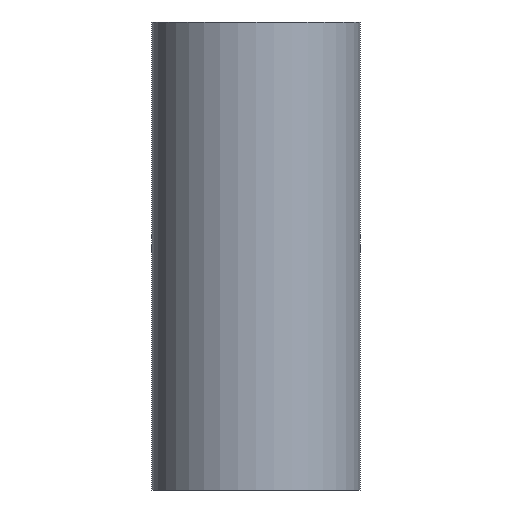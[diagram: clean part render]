
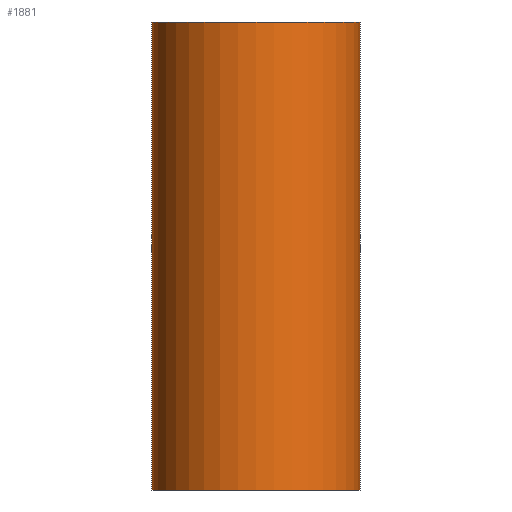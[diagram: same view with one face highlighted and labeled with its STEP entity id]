
A CAD part, front view. The second image highlights one B-rep face of the part: STEP entity #1881.
In plain terms, the highlighted cylindrical face has radius 38.1 mm (diameter 76.2 mm), a partial arc.
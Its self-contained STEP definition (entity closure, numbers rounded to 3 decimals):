
#114 = CYLINDRICAL_SURFACE ( 'NONE', #1555, 38.1 ) ;
#135 = CARTESIAN_POINT ( 'NONE',  ( 38.1, 0., -85.7 ) ) ;
#157 = DIRECTION ( 'NONE',  ( 0., 0., -1. ) ) ;
#236 = CARTESIAN_POINT ( 'NONE',  ( -38.1, 0., 85.7 ) ) ;
#241 = EDGE_CURVE ( 'NONE', #494, #747, #1140, .T. ) ;
#282 = DIRECTION ( 'NONE',  ( 0., 0., 1. ) ) ;
#313 = EDGE_CURVE ( 'NONE', #1045, #1458, #348, .T. ) ;
#348 = CIRCLE ( 'NONE', #1515, 38.1 ) ;
#494 = VERTEX_POINT ( 'NONE', #236 ) ;
#595 = AXIS2_PLACEMENT_3D ( 'NONE', #954, #965, #1252 ) ;
#695 = DIRECTION ( 'NONE',  ( 1., 0., 0. ) ) ;
#718 = ORIENTED_EDGE ( 'NONE', *, *, #313, .T. ) ;
#747 = VERTEX_POINT ( 'NONE', #1358 ) ;
#759 = VECTOR ( 'NONE', #1789, 1000. ) ;
#767 = CARTESIAN_POINT ( 'NONE',  ( -38.1, 0., 85.7 ) ) ;
#781 = EDGE_LOOP ( 'NONE', ( #1126, #978, #1848, #718 ) ) ;
#908 = CARTESIAN_POINT ( 'NONE',  ( 38.1, 0., 85.7 ) ) ;
#937 = LINE ( 'NONE', #908, #759 ) ;
#951 = CARTESIAN_POINT ( 'NONE',  ( 0., 0., 85.7 ) ) ;
#954 = CARTESIAN_POINT ( 'NONE',  ( 0., 0., 85.7 ) ) ;
#956 = EDGE_CURVE ( 'NONE', #747, #1458, #937, .T. ) ;
#965 = DIRECTION ( 'NONE',  ( 0., 0., 1. ) ) ;
#978 = ORIENTED_EDGE ( 'NONE', *, *, #241, .F. ) ;
#1045 = VERTEX_POINT ( 'NONE', #1200 ) ;
#1126 = ORIENTED_EDGE ( 'NONE', *, *, #956, .F. ) ;
#1140 = CIRCLE ( 'NONE', #595, 38.1 ) ;
#1200 = CARTESIAN_POINT ( 'NONE',  ( -38.1, 0., -85.7 ) ) ;
#1217 = DIRECTION ( 'NONE',  ( -1., 0., 0. ) ) ;
#1246 = EDGE_CURVE ( 'NONE', #494, #1045, #1827, .T. ) ;
#1252 = DIRECTION ( 'NONE',  ( 1., 0., 0. ) ) ;
#1358 = CARTESIAN_POINT ( 'NONE',  ( 38.1, 0., 85.7 ) ) ;
#1458 = VERTEX_POINT ( 'NONE', #135 ) ;
#1515 = AXIS2_PLACEMENT_3D ( 'NONE', #1603, #282, #695 ) ;
#1520 = FACE_OUTER_BOUND ( 'NONE', #781, .T. ) ;
#1534 = DIRECTION ( 'NONE',  ( 0., 0., -1. ) ) ;
#1555 = AXIS2_PLACEMENT_3D ( 'NONE', #951, #1534, #1217 ) ;
#1603 = CARTESIAN_POINT ( 'NONE',  ( 0., 0., -85.7 ) ) ;
#1789 = DIRECTION ( 'NONE',  ( 0., 0., -1. ) ) ;
#1827 = LINE ( 'NONE', #767, #1863 ) ;
#1848 = ORIENTED_EDGE ( 'NONE', *, *, #1246, .T. ) ;
#1863 = VECTOR ( 'NONE', #157, 1000. ) ;
#1881 = ADVANCED_FACE ( 'NONE', ( #1520 ), #114, .T. ) ;
